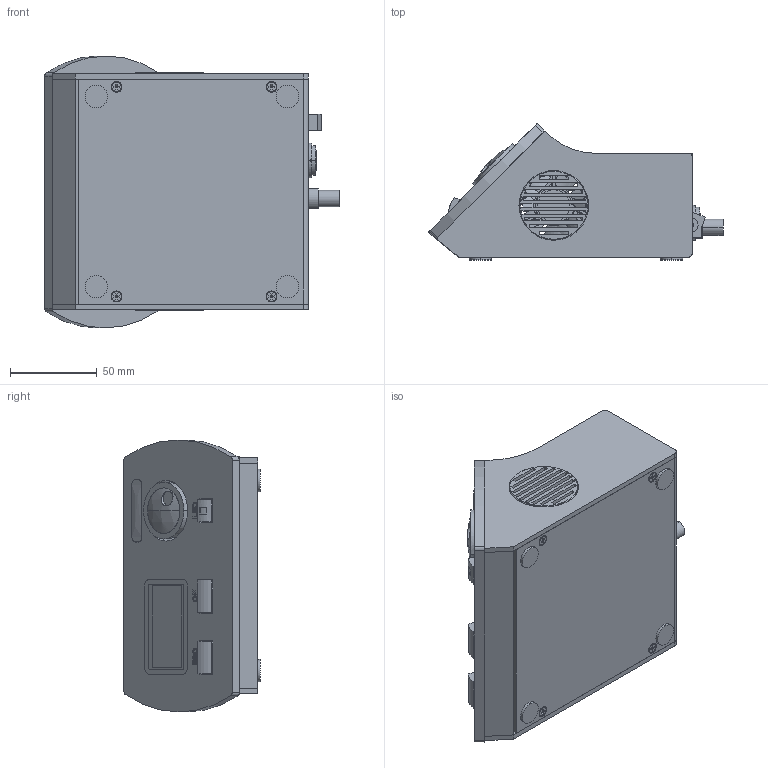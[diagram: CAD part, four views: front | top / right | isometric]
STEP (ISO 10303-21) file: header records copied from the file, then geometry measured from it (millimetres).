
FILE_DESCRIPTION (( 'STEP AP214' ), '1' );
FILE_NAME ('LEDD4 Gehäuse_web.STEP', '2009-09-08T08:46:07', ( 'Mackowiak' ), ( 'Thorlabs GmbH' ), 'SwSTEP 2.0', 'SolidWorks 2009', '' );
FILE_SCHEMA (( 'AUTOMOTIVE_DESIGN' ));
Length unit declared in the file: millimetre
Products named in the file (54): PCB1_Standard; T26033_AF_Standard; T26033_AC_Standard; LEDD4 druch front; T26033_AG_Standard; T26033_BA_Standard; 09-0054-80-14_Standard; KB26033_B_Standard; Fan-400-F-ZIEHL-ebm_Fan-414F-ZIEHL-ebm; Fan-House-400-F-ZIEHL-ebm_Fan-House-414F-ZIEHL-ebm; Fan-414F-ZIEHL-ebm_Fan-414F-ZIEHL-ebm; SW3dPS-ventilador_Ventilador base_Predeterminado; SW3dPS-ventilador_Ventilador aspas_Predeterminado; SW3dPS-ventilador_Predeterminado; Multimec Taster_Standard1_Standard; Multimec Tasterkappe 18_6mm_Standard_Standard; Multimec taster 18_6mm_Standard; LED55x46_Standard_Standard; EA_LED_55x46_Standard; ledd4 fronttext; SW3dPS-67068-0000-molex; usb_.gedrehtSTEP; rocker oberteil; 7000 rocker_b; rocker_neu; ledd4 rückwand sn; USB 9x4mm2008; CE-Zeichen 5mm2008; Lumberg_DC_Con_1613_14_SMT; dc_gedreht2; BNC_Verena_Standard; Mülltonne 5mm2008; Ledd4 schrift rückwand; Multimec Tasterkappe 12_5mm_LED; Senkschraube ISO 7046-1_ISO 7046-1 - M3 x 4 - Z --- 4N; Sticker-Logo_Default; T26033_AE_Standard; T26033_AH_Standard; T26033_AJ_Standard; T26033_AD_Standard ...
Assembly tree (65 placements, depth 6):
  LEDD4 Gehäuse_web
    Senkschraube ISO 7046-1_ISO 7046-1 - M3 x 4 - Z --- 4N  x8
    LEDD4 Füße  x4
    Abziehbild LEDD4 Display
    USB 9x4mm2008
    Ledd4 schrift rückwand
    BNC_Verena_Standard
    Ledd4 Displaybeschr
    ledd4 fronttext
    Mülltonne 5mm2008
    ledd4 rückwand sn
    LEDD4 druch front
    usb_.gedrehtSTEP
      SW3dPS-67068-0000-molex
    rocker_neu
      rocker oberteil
      7000 rocker_b
    Sticker-Logo_Default
    Multimec Tasterkappe 12_5mm_LED
    dc_gedreht2
      Lumberg_DC_Con_1613_14_SMT
    CE-Zeichen 5mm2008
    KB26033
      T26033_AC_Standard
      T26033_AJ_Standard
      T26033_AI_Standard
      T26033_AB_Standard
      T26033_AA_Standard
      PCB1_Standard
        Multimec taster 18_6mm_Standard  x2
          Multimec Taster_Standard1_Standard
          Multimec Tasterkappe 18_6mm_Standard_Standard
        EA_LED_55x46_Standard
          LED55x46_Standard_Standard
      PCB2_Standard
        Drehgeber mit Knopf_2_Standard
          drehknopf_Standard_Standard
          Knopf_Standard_Standard
            Knopf_Standard1_Standard
            Knopf_Standard_Standard
      T26033_AH_Standard
      KB26033_B_Standard
        09-0054-80-14_Standard
        T26033_BA_Standard
      T26033_AF_Standard
      T26033_AG_Standard  x2
      Fan-414F-ZIEHL-ebm_Fan-414F-ZIEHL-ebm
        Fan-400-F-ZIEHL-ebm_Fan-414F-ZIEHL-ebm
        Fan-House-400-F-ZIEHL-ebm_Fan-House-414F-ZIEHL-ebm
      T26033_AE_Standard
      SW3dPS-ventilador_Predeterminado
        SW3dPS-ventilador_Ventilador aspas_Predeterminado
        SW3dPS-ventilador_Ventilador base_Predeterminado
      T26033_AD_Standard
Bounding box: 169.95 x 78.65 x 157.01 mm (x, y, z)
Volume: 279308.8 mm3; surface area: 218371.2 mm2
Topology: 96 solids, 99 shells, 3613 faces, 9331 edges, 6079 vertices
Faces by surface type: plane 2452, cylinder 682, bspline 277, cone 184, torus 16, sphere 2
Entity records: 120795 total; most frequent: CARTESIAN_POINT 33726, ORIENTED_EDGE 16810, DIRECTION 15153, EDGE_CURVE 8405, LINE 6319, VECTOR 6319, VERTEX_POINT 5525, AXIS2_PLACEMENT_3D 4417
